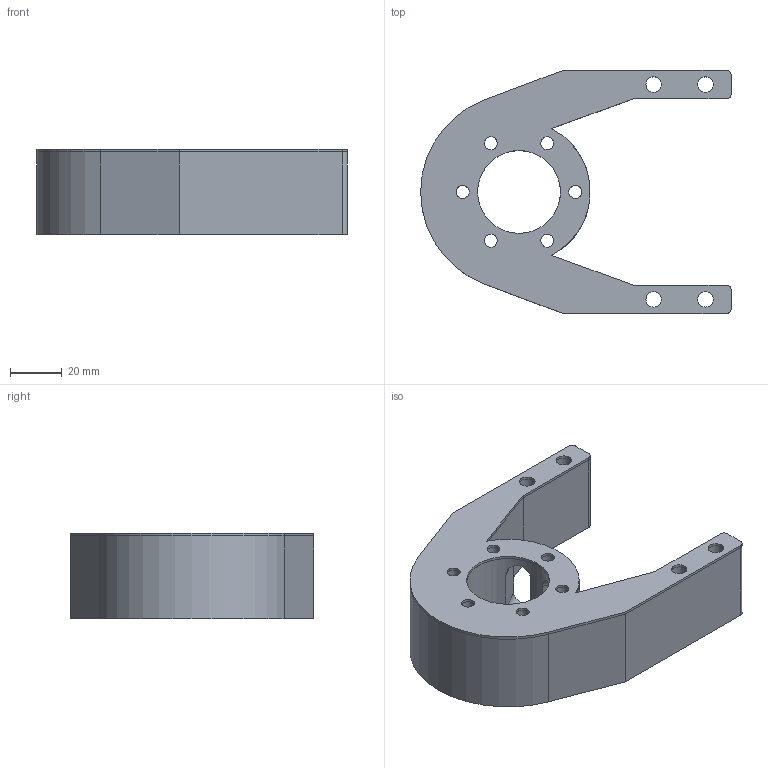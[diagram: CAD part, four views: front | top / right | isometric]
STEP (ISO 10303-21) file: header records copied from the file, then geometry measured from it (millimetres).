
FILE_DESCRIPTION(/* description */ (''),/* implementation_level */ '2;1');
FILE_NAME(/* name */ 'scpacor prz3 v2.step',/* time_stamp */ '2024-05-28T16:35:27+02:00',/* author */ (''),/* organization */ (''),/* preprocessor_version */ 'ST-DEVELOPER v20',/* originating_system */ 'Autodesk Translation Framework v13.14.0.145',/* authorisation */ '');
FILE_SCHEMA (('AUTOMOTIVE_DESIGN { 1 0 10303 214 3 1 1 }'));
Length unit declared in the file: millimetre
Products named in the file (3): scpacor prz3; Connector; sapcor prz2
Assembly tree (2 placements, depth 2):
  scpacor prz3
    Connector
    sapcor prz2
Bounding box: 120 x 94 x 33 mm (x, y, z)
Volume: 150830.2 mm3; surface area: 45189.2 mm2
Topology: 2 solids, 2 shells, 66 faces, 190 edges, 128 vertices
Faces by surface type: cylinder 38, plane 28
Full cylindrical faces by diameter (mm): 5 x12, 6 x8, 32 x2
Entity records: 2501 total; most frequent: CARTESIAN_POINT 529, DIRECTION 388, ORIENTED_EDGE 380, EDGE_CURVE 190, AXIS2_PLACEMENT_3D 139, VERTEX_POINT 128, EDGE_LOOP 114, LINE 110
